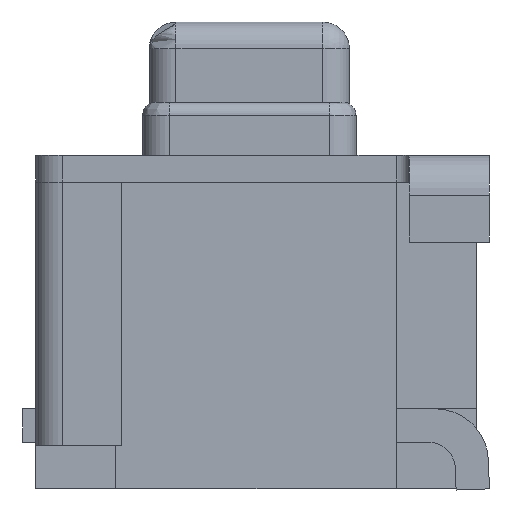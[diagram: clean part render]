
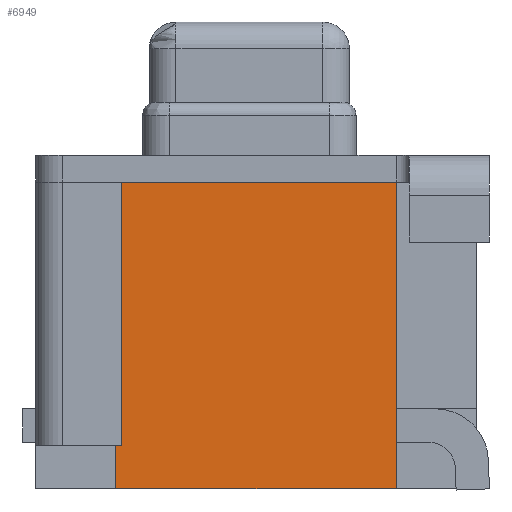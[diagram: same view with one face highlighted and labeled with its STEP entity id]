
A CAD part, left-side view. The second image highlights one B-rep face of the part: STEP entity #6949.
In plain terms, the highlighted planar face has unit normal (-1, 0, 0).
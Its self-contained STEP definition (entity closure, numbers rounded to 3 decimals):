
#440 = EDGE_CURVE ( 'NONE', #3705, #6261, #4777, .T. ) ;
#515 = CARTESIAN_POINT ( 'NONE',  ( -3., 3.565, -1.25 ) ) ;
#772 = VECTOR ( 'NONE', #5691, 1000. ) ;
#1609 = PLANE ( 'NONE',  #2831 ) ;
#1689 = CARTESIAN_POINT ( 'NONE',  ( -3., 2.8, -1.25 ) ) ;
#1807 = EDGE_CURVE ( 'NONE', #5289, #6250, #5945, .T. ) ;
#2050 = ORIENTED_EDGE ( 'NONE', *, *, #1807, .F. ) ;
#2831 = AXIS2_PLACEMENT_3D ( 'NONE', #7888, #7153, #8563 ) ;
#2969 = ORIENTED_EDGE ( 'NONE', *, *, #6225, .F. ) ;
#3135 = EDGE_CURVE ( 'NONE', #7858, #6261, #8904, .T. ) ;
#3316 = VECTOR ( 'NONE', #4536, 1000. ) ;
#3632 = DIRECTION ( 'NONE',  ( 0., 0., -1. ) ) ;
#3705 = VERTEX_POINT ( 'NONE', #6819 ) ;
#3745 = CARTESIAN_POINT ( 'NONE',  ( -3., 0.7, -1.365 ) ) ;
#3912 = VECTOR ( 'NONE', #3632, 1000. ) ;
#4275 = CARTESIAN_POINT ( 'NONE',  ( -3., 2.8, -0.925 ) ) ;
#4362 = EDGE_CURVE ( 'NONE', #7858, #6291, #5149, .T. ) ;
#4536 = DIRECTION ( 'NONE',  ( 0., 0., 1. ) ) ;
#4777 = LINE ( 'NONE', #3745, #3912 ) ;
#4994 = VECTOR ( 'NONE', #6762, 1000. ) ;
#5149 = LINE ( 'NONE', #1689, #3316 ) ;
#5180 = VECTOR ( 'NONE', #7928, 1000. ) ;
#5289 = VERTEX_POINT ( 'NONE', #7862 ) ;
#5548 = FACE_OUTER_BOUND ( 'NONE', #7289, .T. ) ;
#5618 = ORIENTED_EDGE ( 'NONE', *, *, #4362, .F. ) ;
#5691 = DIRECTION ( 'NONE',  ( 0., -1., 0. ) ) ;
#5806 = CARTESIAN_POINT ( 'NONE',  ( -3., 2.76, 1.05 ) ) ;
#5945 = LINE ( 'NONE', #8601, #5180 ) ;
#6085 = LINE ( 'NONE', #4275, #772 ) ;
#6109 = CARTESIAN_POINT ( 'NONE',  ( -3., 2.8, -1.25 ) ) ;
#6198 = LINE ( 'NONE', #7282, #4994 ) ;
#6225 = EDGE_CURVE ( 'NONE', #6291, #5289, #6085, .T. ) ;
#6250 = VERTEX_POINT ( 'NONE', #5806 ) ;
#6261 = VERTEX_POINT ( 'NONE', #8607 ) ;
#6291 = VERTEX_POINT ( 'NONE', #7992 ) ;
#6294 = VECTOR ( 'NONE', #8208, 1000. ) ;
#6739 = EDGE_CURVE ( 'NONE', #3705, #6250, #6198, .T. ) ;
#6762 = DIRECTION ( 'NONE',  ( 0., 1., 0. ) ) ;
#6819 = CARTESIAN_POINT ( 'NONE',  ( -3., 0.7, 1.05 ) ) ;
#6896 = ORIENTED_EDGE ( 'NONE', *, *, #3135, .T. ) ;
#6949 = ADVANCED_FACE ( 'NONE', ( #5548 ), #1609, .T. ) ;
#7153 = DIRECTION ( 'NONE',  ( -1., 0., 0. ) ) ;
#7282 = CARTESIAN_POINT ( 'NONE',  ( -3., 2.863, 1.05 ) ) ;
#7289 = EDGE_LOOP ( 'NONE', ( #2050, #2969, #5618, #6896, #7942, #8720 ) ) ;
#7858 = VERTEX_POINT ( 'NONE', #6109 ) ;
#7862 = CARTESIAN_POINT ( 'NONE',  ( -3., 2.76, -0.925 ) ) ;
#7888 = CARTESIAN_POINT ( 'NONE',  ( -3., 2.863, 1.165 ) ) ;
#7928 = DIRECTION ( 'NONE',  ( 0., 0., 1. ) ) ;
#7942 = ORIENTED_EDGE ( 'NONE', *, *, #440, .F. ) ;
#7992 = CARTESIAN_POINT ( 'NONE',  ( -3., 2.8, -0.925 ) ) ;
#8208 = DIRECTION ( 'NONE',  ( 0., -1., 0. ) ) ;
#8563 = DIRECTION ( 'NONE',  ( 0., 0., -1. ) ) ;
#8601 = CARTESIAN_POINT ( 'NONE',  ( -3., 2.76, -1.024 ) ) ;
#8607 = CARTESIAN_POINT ( 'NONE',  ( -3., 0.7, -1.25 ) ) ;
#8720 = ORIENTED_EDGE ( 'NONE', *, *, #6739, .T. ) ;
#8904 = LINE ( 'NONE', #515, #6294 ) ;
